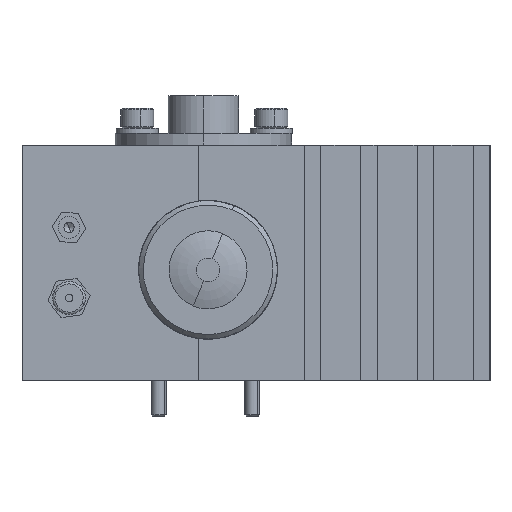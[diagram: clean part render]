
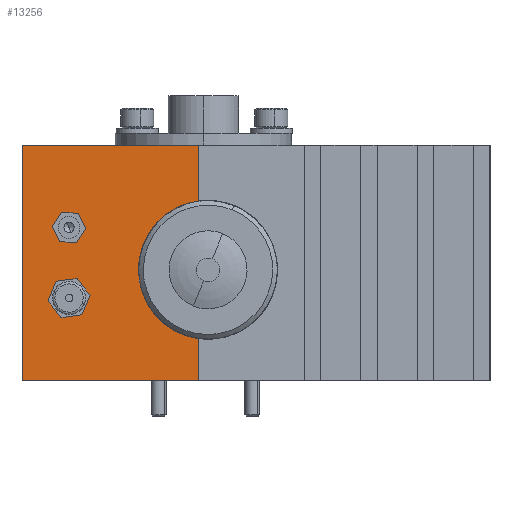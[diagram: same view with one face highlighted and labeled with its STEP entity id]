
A CAD part, left-side view. The second image highlights one B-rep face of the part: STEP entity #13256.
In plain terms, the highlighted planar face has unit normal (-1, 0, 0).
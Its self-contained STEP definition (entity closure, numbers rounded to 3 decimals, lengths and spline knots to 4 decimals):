
#705 = ORIENTED_EDGE ( 'NONE', *, *, #6535, .T. ) ;
#1818 = EDGE_LOOP ( 'NONE', ( #43275, #40665 ) ) ;
#2057 = EDGE_CURVE ( 'NONE', #12958, #11350, #7003, .T. ) ;
#4053 = ORIENTED_EDGE ( 'NONE', *, *, #49797, .T. ) ;
#4670 = CARTESIAN_POINT ( 'NONE',  ( -2.4368, 2.2193, -0.1092 ) ) ;
#5624 = CIRCLE ( 'NONE', #84534, 0.07 ) ;
#6535 = EDGE_CURVE ( 'NONE', #30289, #45815, #52862, .T. ) ;
#6815 = DIRECTION ( 'NONE',  ( 0., 0., 1. ) ) ;
#7003 = LINE ( 'NONE', #59210, #78406 ) ;
#7157 = LINE ( 'NONE', #75609, #50411 ) ;
#9335 = DIRECTION ( 'NONE',  ( 0., 0., -1. ) ) ;
#11350 = VERTEX_POINT ( 'NONE', #32900 ) ;
#11952 = CARTESIAN_POINT ( 'NONE',  ( -2.4368, 1.6693, -0.4592 ) ) ;
#12355 = LINE ( 'NONE', #73095, #45810 ) ;
#12958 = VERTEX_POINT ( 'NONE', #26357 ) ;
#13256 = ADVANCED_FACE ( 'NONE', ( #57109, #67936, #21364 ), #16350, .F. ) ;
#13776 = DIRECTION ( 'NONE',  ( -1., 0., 0. ) ) ;
#14247 = DIRECTION ( 'NONE',  ( 0., -1., 0. ) ) ;
#15381 = AXIS2_PLACEMENT_3D ( 'NONE', #47724, #75300, #62534 ) ;
#16350 = PLANE ( 'NONE',  #76402 ) ;
#16418 = VECTOR ( 'NONE', #25842, 39.3701 ) ;
#17709 = DIRECTION ( 'NONE',  ( 1., 0., 0. ) ) ;
#18427 = EDGE_CURVE ( 'NONE', #11350, #29364, #36589, .T. ) ;
#19169 = CARTESIAN_POINT ( 'NONE',  ( -2.4368, 2.2193, 0.2353 ) ) ;
#21364 = FACE_OUTER_BOUND ( 'NONE', #66180, .T. ) ;
#23582 = AXIS2_PLACEMENT_3D ( 'NONE', #80959, #33210, #52834 ) ;
#25842 = DIRECTION ( 'NONE',  ( 0., 0., 1. ) ) ;
#25958 = ORIENTED_EDGE ( 'NONE', *, *, #2057, .F. ) ;
#26302 = EDGE_LOOP ( 'NONE', ( #4053, #705 ) ) ;
#26357 = CARTESIAN_POINT ( 'NONE',  ( -2.4368, 2.4193, -0.4592 ) ) ;
#29364 = VERTEX_POINT ( 'NONE', #77574 ) ;
#30289 = VERTEX_POINT ( 'NONE', #44521 ) ;
#32900 = CARTESIAN_POINT ( 'NONE',  ( -2.4368, 2.4193, 0.5408 ) ) ;
#33210 = DIRECTION ( 'NONE',  ( 1., 0., 0. ) ) ;
#34745 = DIRECTION ( 'NONE',  ( -1., 0., 0. ) ) ;
#35147 = CARTESIAN_POINT ( 'NONE',  ( -2.4368, 1.6693, -0.1721 ) ) ;
#35493 = DIRECTION ( 'NONE',  ( 0., -1., 0. ) ) ;
#35752 = CIRCLE ( 'NONE', #44639, 0.0445 ) ;
#35956 = ORIENTED_EDGE ( 'NONE', *, *, #46562, .T. ) ;
#36282 = EDGE_CURVE ( 'NONE', #69938, #68255, #63801, .T. ) ;
#36589 = LINE ( 'NONE', #75405, #45240 ) ;
#37988 = ORIENTED_EDGE ( 'NONE', *, *, #18427, .F. ) ;
#39834 = ORIENTED_EDGE ( 'NONE', *, *, #36282, .F. ) ;
#40665 = ORIENTED_EDGE ( 'NONE', *, *, #66472, .F. ) ;
#41660 = DIRECTION ( 'NONE',  ( 0., 0., 1. ) ) ;
#42901 = ORIENTED_EDGE ( 'NONE', *, *, #61707, .T. ) ;
#43275 = ORIENTED_EDGE ( 'NONE', *, *, #53581, .F. ) ;
#43437 = LINE ( 'NONE', #75398, #16418 ) ;
#44521 = CARTESIAN_POINT ( 'NONE',  ( -2.4368, 2.2193, -0.1792 ) ) ;
#44639 = AXIS2_PLACEMENT_3D ( 'NONE', #88480, #13776, #6815 ) ;
#45240 = VECTOR ( 'NONE', #35493, 39.3701 ) ;
#45810 = VECTOR ( 'NONE', #52476, 39.3701 ) ;
#45815 = VERTEX_POINT ( 'NONE', #48993 ) ;
#46562 = EDGE_CURVE ( 'NONE', #69938, #29364, #12355, .T. ) ;
#47724 = CARTESIAN_POINT ( 'NONE',  ( -2.4368, 1.6283, 0.0108 ) ) ;
#48993 = CARTESIAN_POINT ( 'NONE',  ( -2.4368, 2.2193, -0.0392 ) ) ;
#49797 = EDGE_CURVE ( 'NONE', #45815, #30289, #5624, .T. ) ;
#49974 = VERTEX_POINT ( 'NONE', #19169 ) ;
#50411 = VECTOR ( 'NONE', #14247, 39.3701 ) ;
#52080 = DIRECTION ( 'NONE',  ( 0., 0., -1. ) ) ;
#52476 = DIRECTION ( 'NONE',  ( 0., 0., 1. ) ) ;
#52619 = VERTEX_POINT ( 'NONE', #11952 ) ;
#52834 = DIRECTION ( 'NONE',  ( 0., 0., -1. ) ) ;
#52862 = CIRCLE ( 'NONE', #23582, 0.07 ) ;
#53581 = EDGE_CURVE ( 'NONE', #49974, #74257, #55997, .T. ) ;
#54923 = EDGE_CURVE ( 'NONE', #12958, #52619, #7157, .T. ) ;
#55997 = CIRCLE ( 'NONE', #78471, 0.0445 ) ;
#57109 = FACE_BOUND ( 'NONE', #26302, .T. ) ;
#59210 = CARTESIAN_POINT ( 'NONE',  ( -2.4368, 2.4193, 0.5408 ) ) ;
#61707 = EDGE_CURVE ( 'NONE', #52619, #68255, #43437, .T. ) ;
#62178 = CARTESIAN_POINT ( 'NONE',  ( -2.4368, 1.6693, 0.1938 ) ) ;
#62534 = DIRECTION ( 'NONE',  ( 0., 0., 1. ) ) ;
#63801 = CIRCLE ( 'NONE', #15381, 0.1875 ) ;
#66180 = EDGE_LOOP ( 'NONE', ( #42901, #39834, #35956, #37988, #25958, #73534 ) ) ;
#66419 = DIRECTION ( 'NONE',  ( 0., 0., 1. ) ) ;
#66472 = EDGE_CURVE ( 'NONE', #74257, #49974, #35752, .T. ) ;
#67936 = FACE_BOUND ( 'NONE', #1818, .T. ) ;
#68255 = VERTEX_POINT ( 'NONE', #35147 ) ;
#68649 = CARTESIAN_POINT ( 'NONE',  ( -2.4368, 2.2193, 0.1463 ) ) ;
#69938 = VERTEX_POINT ( 'NONE', #62178 ) ;
#71014 = DIRECTION ( 'NONE',  ( 1., 0., 0. ) ) ;
#73095 = CARTESIAN_POINT ( 'NONE',  ( -2.4368, 1.6693, 0.5408 ) ) ;
#73534 = ORIENTED_EDGE ( 'NONE', *, *, #54923, .T. ) ;
#74257 = VERTEX_POINT ( 'NONE', #68649 ) ;
#75300 = DIRECTION ( 'NONE',  ( -1., 0., 0. ) ) ;
#75398 = CARTESIAN_POINT ( 'NONE',  ( -2.4368, 1.6693, 0.5408 ) ) ;
#75405 = CARTESIAN_POINT ( 'NONE',  ( -2.4368, 2.4193, 0.5408 ) ) ;
#75609 = CARTESIAN_POINT ( 'NONE',  ( -2.4368, 2.4193, -0.4592 ) ) ;
#76402 = AXIS2_PLACEMENT_3D ( 'NONE', #85219, #71014, #9335 ) ;
#77574 = CARTESIAN_POINT ( 'NONE',  ( -2.4368, 1.6693, 0.5408 ) ) ;
#78406 = VECTOR ( 'NONE', #66419, 39.3701 ) ;
#78471 = AXIS2_PLACEMENT_3D ( 'NONE', #89766, #34745, #41660 ) ;
#80959 = CARTESIAN_POINT ( 'NONE',  ( -2.4368, 2.2193, -0.1092 ) ) ;
#84534 = AXIS2_PLACEMENT_3D ( 'NONE', #4670, #17709, #52080 ) ;
#85219 = CARTESIAN_POINT ( 'NONE',  ( -2.4368, 2.4193, 0.5408 ) ) ;
#88480 = CARTESIAN_POINT ( 'NONE',  ( -2.4368, 2.2193, 0.1908 ) ) ;
#89766 = CARTESIAN_POINT ( 'NONE',  ( -2.4368, 2.2193, 0.1908 ) ) ;
